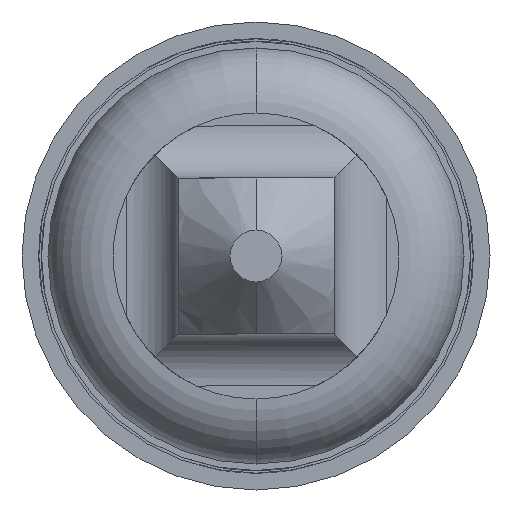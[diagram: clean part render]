
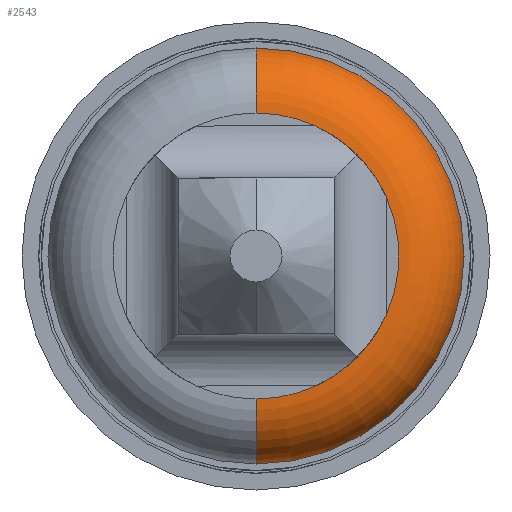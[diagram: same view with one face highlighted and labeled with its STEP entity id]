
A CAD part, front view. The second image highlights one B-rep face of the part: STEP entity #2543.
In plain terms, the highlighted toroidal (fillet/blend) face has major radius 0.55 mm and minor radius 0.25 mm.
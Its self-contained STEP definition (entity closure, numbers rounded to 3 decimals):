
#84 = EDGE_CURVE ( 'NONE', #1940, #987, #4615, .T. ) ;
#96 = AXIS2_PLACEMENT_3D ( 'NONE', #3187, #5071, #5257 ) ;
#124 = DIRECTION ( 'NONE',  ( 0., -1., 0. ) ) ;
#179 = CIRCLE ( 'NONE', #4561, 0.55 ) ;
#266 = AXIS2_PLACEMENT_3D ( 'NONE', #4551, #1681, #5256 ) ;
#268 = CARTESIAN_POINT ( 'NONE',  ( 0., -28.05, -0.8 ) ) ;
#278 = CARTESIAN_POINT ( 'NONE',  ( 0.229, -28.3, -0.5 ) ) ;
#346 = DIRECTION ( 'NONE',  ( -1., 0., 0. ) ) ;
#432 = DIRECTION ( 'NONE',  ( 0., 0., -1. ) ) ;
#460 = DIRECTION ( 'NONE',  ( 0., 0., 1. ) ) ;
#466 = DIRECTION ( 'NONE',  ( 1., 0., 0. ) ) ;
#525 = AXIS2_PLACEMENT_3D ( 'NONE', #3208, #1460, #3956 ) ;
#635 = ORIENTED_EDGE ( 'NONE', *, *, #1314, .T. ) ;
#715 = DIRECTION ( 'NONE',  ( 0., 0., 1. ) ) ;
#722 = EDGE_CURVE ( 'NONE', #2696, #4966, #1726, .T. ) ;
#969 = ORIENTED_EDGE ( 'NONE', *, *, #5013, .T. ) ;
#987 = VERTEX_POINT ( 'NONE', #5271 ) ;
#1093 = CARTESIAN_POINT ( 'NONE',  ( 0., -28.3, 0. ) ) ;
#1297 = VERTEX_POINT ( 'NONE', #278 ) ;
#1314 = EDGE_CURVE ( 'NONE', #4756, #1297, #4210, .T. ) ;
#1332 = EDGE_CURVE ( 'NONE', #4756, #3226, #1974, .T. ) ;
#1429 = CARTESIAN_POINT ( 'NONE',  ( 0., -28.3, 0. ) ) ;
#1460 = DIRECTION ( 'NONE',  ( 0., -1., 0. ) ) ;
#1550 = ORIENTED_EDGE ( 'NONE', *, *, #1700, .F. ) ;
#1681 = DIRECTION ( 'NONE',  ( 0., 1., 0. ) ) ;
#1700 = EDGE_CURVE ( 'NONE', #4086, #4966, #5158, .T. ) ;
#1726 = CIRCLE ( 'NONE', #4724, 0.25 ) ;
#1940 = VERTEX_POINT ( 'NONE', #2264 ) ;
#1974 = CIRCLE ( 'NONE', #525, 0.55 ) ;
#2264 = CARTESIAN_POINT ( 'NONE',  ( 0.229, -28.3, 0.5 ) ) ;
#2543 = ADVANCED_FACE ( 'Defeature ausgef�hrt4_60', ( #3610 ), #4132, .T. ) ;
#2599 = ORIENTED_EDGE ( 'NONE', *, *, #3087, .F. ) ;
#2647 = ORIENTED_EDGE ( 'NONE', *, *, #722, .T. ) ;
#2673 = CIRCLE ( 'NONE', #3876, 0.25 ) ;
#2696 = VERTEX_POINT ( 'NONE', #2862 ) ;
#2827 = CARTESIAN_POINT ( 'NONE',  ( 0.5, -28.3, -0.229 ) ) ;
#2862 = CARTESIAN_POINT ( 'NONE',  ( 0., -28.3, -0.55 ) ) ;
#2877 = CARTESIAN_POINT ( 'NONE',  ( 0., -28.05, 0.8 ) ) ;
#3048 = ORIENTED_EDGE ( 'NONE', *, *, #1332, .F. ) ;
#3074 = DIRECTION ( 'NONE',  ( 0., 1., 0. ) ) ;
#3087 = EDGE_CURVE ( 'NONE', #987, #4086, #2673, .T. ) ;
#3147 = CARTESIAN_POINT ( 'NONE',  ( 0.5, -28.3, 0.229 ) ) ;
#3158 = DIRECTION ( 'NONE',  ( 0., 1., 0. ) ) ;
#3187 = CARTESIAN_POINT ( 'NONE',  ( 0., -28.05, 0. ) ) ;
#3208 = CARTESIAN_POINT ( 'NONE',  ( 0., -28.3, 0. ) ) ;
#3226 = VERTEX_POINT ( 'NONE', #3147 ) ;
#3240 = AXIS2_PLACEMENT_3D ( 'NONE', #4478, #3722, #3320 ) ;
#3271 = AXIS2_PLACEMENT_3D ( 'NONE', #3807, #124, #4640 ) ;
#3320 = DIRECTION ( 'NONE',  ( 0., 0., 1. ) ) ;
#3516 = DIRECTION ( 'NONE',  ( 0., 0., 1. ) ) ;
#3610 = FACE_OUTER_BOUND ( 'NONE', #5182, .T. ) ;
#3722 = DIRECTION ( 'NONE',  ( 0., -1., 0. ) ) ;
#3807 = CARTESIAN_POINT ( 'NONE',  ( 0., -28.3, 0. ) ) ;
#3876 = AXIS2_PLACEMENT_3D ( 'NONE', #4142, #346, #460 ) ;
#3956 = DIRECTION ( 'NONE',  ( 0., 0., 1. ) ) ;
#3994 = ORIENTED_EDGE ( 'NONE', *, *, #84, .F. ) ;
#4086 = VERTEX_POINT ( 'NONE', #2877 ) ;
#4132 = TOROIDAL_SURFACE ( 'NONE', #96, 0.55, 0.25 ) ;
#4142 = CARTESIAN_POINT ( 'NONE',  ( 0., -28.05, 0.55 ) ) ;
#4210 = CIRCLE ( 'NONE', #4297, 0.55 ) ;
#4297 = AXIS2_PLACEMENT_3D ( 'NONE', #1093, #3158, #715 ) ;
#4470 = CARTESIAN_POINT ( 'NONE',  ( 0., -28.05, -0.55 ) ) ;
#4478 = CARTESIAN_POINT ( 'NONE',  ( 0., -28.3, 0. ) ) ;
#4551 = CARTESIAN_POINT ( 'NONE',  ( 0., -28.05, 0. ) ) ;
#4561 = AXIS2_PLACEMENT_3D ( 'NONE', #1429, #3074, #3516 ) ;
#4615 = CIRCLE ( 'NONE', #3240, 0.55 ) ;
#4640 = DIRECTION ( 'NONE',  ( 0., 0., 1. ) ) ;
#4693 = EDGE_CURVE ( 'NONE', #2696, #1297, #5162, .T. ) ;
#4724 = AXIS2_PLACEMENT_3D ( 'NONE', #4470, #466, #432 ) ;
#4756 = VERTEX_POINT ( 'NONE', #2827 ) ;
#4966 = VERTEX_POINT ( 'NONE', #268 ) ;
#4972 = ORIENTED_EDGE ( 'NONE', *, *, #4693, .F. ) ;
#5013 = EDGE_CURVE ( 'NONE', #1940, #3226, #179, .T. ) ;
#5071 = DIRECTION ( 'NONE',  ( 0., 1., 0. ) ) ;
#5158 = CIRCLE ( 'NONE', #266, 0.8 ) ;
#5162 = CIRCLE ( 'NONE', #3271, 0.55 ) ;
#5182 = EDGE_LOOP ( 'NONE', ( #4972, #2647, #1550, #2599, #3994, #969, #3048, #635 ) ) ;
#5256 = DIRECTION ( 'NONE',  ( 0., 0., 1. ) ) ;
#5257 = DIRECTION ( 'NONE',  ( 0., 0., 1. ) ) ;
#5271 = CARTESIAN_POINT ( 'NONE',  ( 0., -28.3, 0.55 ) ) ;
